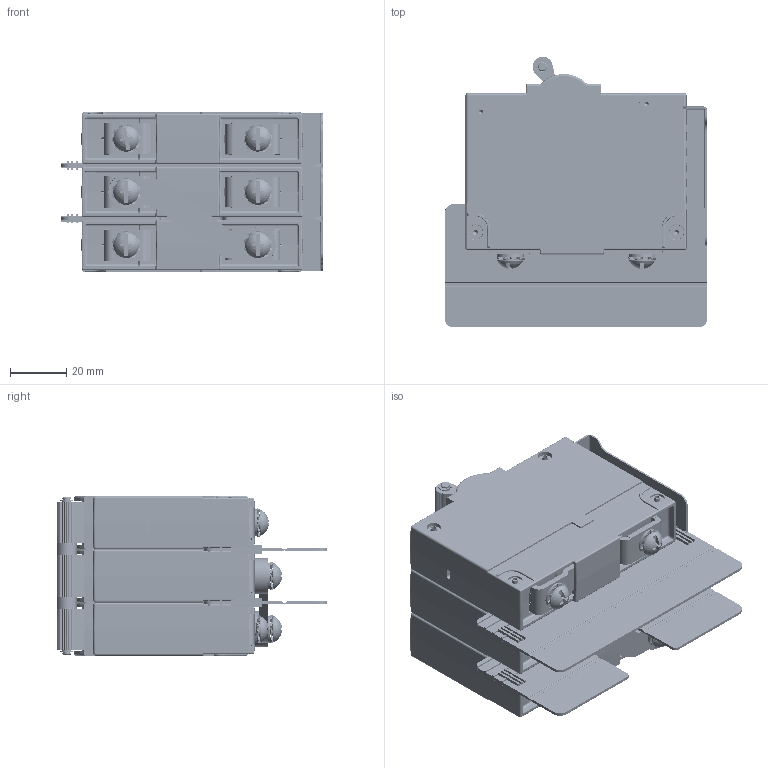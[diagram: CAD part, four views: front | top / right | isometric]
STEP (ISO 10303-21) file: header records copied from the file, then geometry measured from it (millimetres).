
FILE_DESCRIPTION((''),'2;1');
FILE_NAME('CX3_SCREW_AUX_SW0002','2011-12-01T',('danboyden'),(''),'PRO/ENGINEER BY PARAMETRIC TECHNOLOGY CORPORATION, 2010280','PRO/ENGINEER BY PARAMETRIC TECHNOLOGY CORPORATION, 2010280','');
FILE_SCHEMA(('CONFIG_CONTROL_DESIGN'));
Products named in the file (1): CX3_SCREW_AUX_SW0002
Bounding box: 93.27 x 96.08 x 56.69 mm (x, y, z)
Volume: 111861.1 mm3; surface area: 134377.5 mm2
Topology: 24 solids, 24 shells, 10817 faces, 28827 edges, 18109 vertices
Faces by surface type: plane 5722, cylinder 3257, bspline 549, sphere 543, cone 324, torus 223, extrusion 199
Entity records: 397443 total; most frequent: CARTESIAN_POINT 134921, ORIENTED_EDGE 57566, DIRECTION 50633, EDGE_CURVE 28783, VECTOR 18939, LINE 18740, VERTEX_POINT 18109, AXIS2_PLACEMENT_3D 15847
